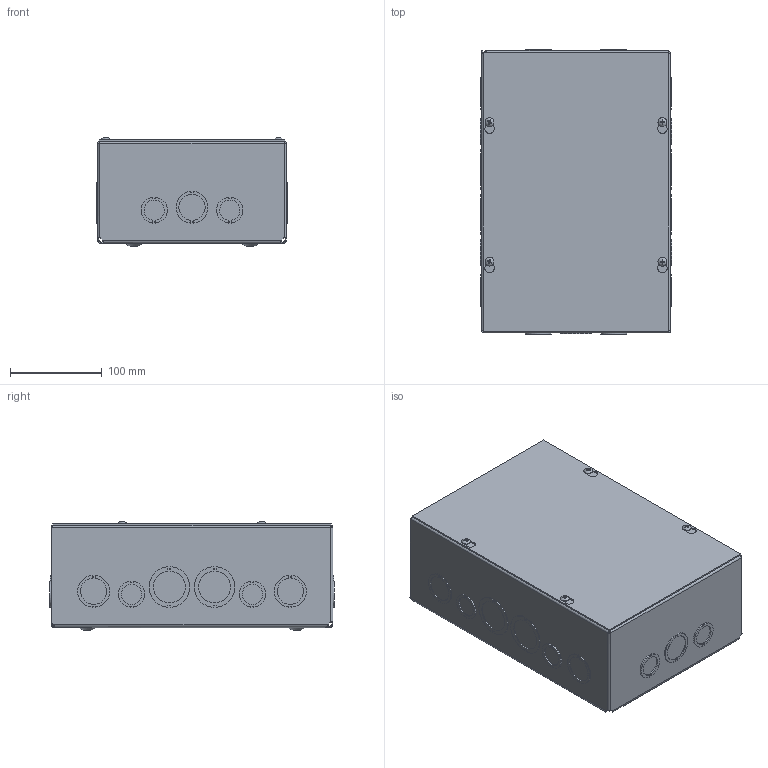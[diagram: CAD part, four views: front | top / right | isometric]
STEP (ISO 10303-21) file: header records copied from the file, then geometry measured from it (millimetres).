
FILE_DESCRIPTION(/* description */ ('BACKS - 8"X12"'),/* implementation_level */ '2;1');
FILE_NAME(/* name */ 'SC081204G.stp',/* time_stamp */ '2015-04-13T22:23:04+06:00',/* author */ ('vdas'),/* organization */ (''),/* preprocessor_version */ 'ST-DEVELOPER v15.2',/* originating_system */ 'Autodesk Inventor 2014',/* authorisation */ '');
FILE_SCHEMA (('AUTOMOTIVE_DESIGN { 1 0 10303 214 3 1 1 }'));
Length unit declared in the file: inch
Products named in the file (5): SC0812GBKP; SC081204GWRA; SC0812GLID; 34056; SC081204G
Bounding box: 209.52 x 311.12 x 119.2 mm (x, y, z)
Volume: 422893.4 mm3; surface area: 552863.3 mm2
Topology: 22 solids, 24 shells, 861 faces, 2113 edges, 1343 vertices
Faces by surface type: plane 529, cylinder 181, cone 48, torus 44, bspline 39, sphere 20
Full cylindrical faces by diameter (mm): 3.759 x4, 4.166 x4, 4.191 x1, 5.803 x1, 7.62 x4, 9.754 x4
Entity records: 24088 total; most frequent: CARTESIAN_POINT 5225, ORIENTED_EDGE 3800, DIRECTION 3536, EDGE_CURVE 1804, LINE 1362, VECTOR 1362, VERTEX_POINT 1172, AXIS2_PLACEMENT_3D 1087
